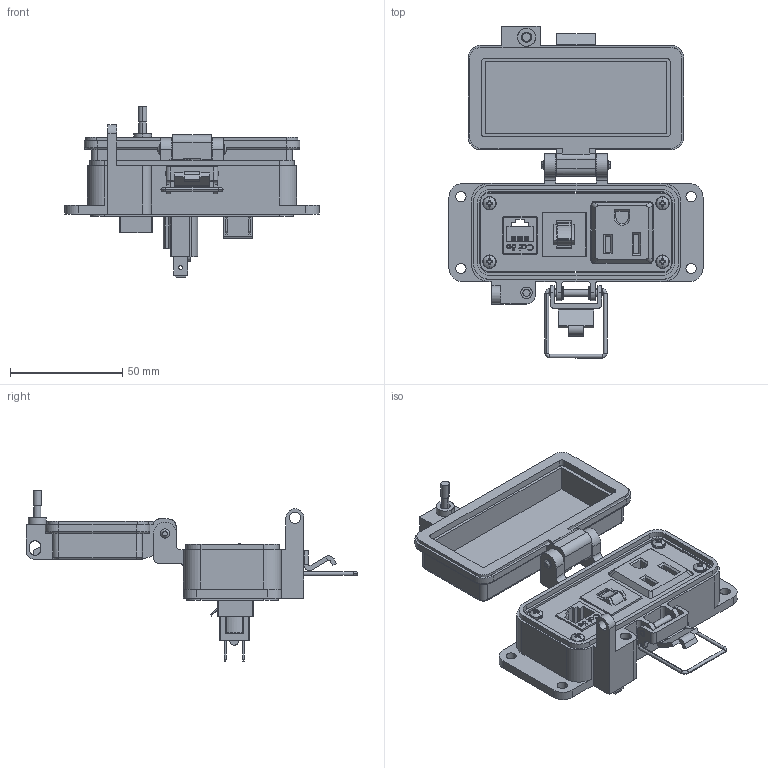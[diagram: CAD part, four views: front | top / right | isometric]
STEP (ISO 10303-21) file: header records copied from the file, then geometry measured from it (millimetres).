
FILE_DESCRIPTION (( 'STEP AP203' ), '1' );
FILE_NAME ('P-R2-F4R3_3D.STEP', '2019-07-31T13:54:35', ( '' ), ( '' ), 'SwSTEP 2.0', 'SolidWorks 2019', '' );
FILE_SCHEMA (( 'CONFIG_CONTROL_DESIGN' ));
Length unit declared in the file: millimetre
Products named in the file (13): P-R2-F4R3_FP060_1; Z-H-F4_B; Z-300-RJ45CAT5; -F4; R2; 92005A124_METRIC PAN HEAD PHILLIPS MACHINE SCREW_92005A124; Z-CB-SM; P-R2-F4R3_3D; CBX; P-R2-F4R3_BP240_1; Z-200-OTLT-R0SQ; P-R2-F4R3_TP060_1; R
Assembly tree (15 placements, depth 3):
  P-R2-F4R3_3D
    P-R2-F4R3_BP240_1
    P-R2-F4R3_TP060_1
    P-R2-F4R3_FP060_1
    R2
      Z-300-RJ45CAT5
    CBX
      Z-CB-SM
    R
      Z-200-OTLT-R0SQ
    -F4
      Z-H-F4_B
    92005A124_METRIC PAN HEAD PHILLIPS MACHINE SCREW_92005A124  x4
Bounding box: 113 x 147.61 x 76.21 mm (x, y, z)
Volume: 103537.2 mm3; surface area: 75069.3 mm2
Topology: 20 solids, 20 shells, 1832 faces, 5131 edges, 3396 vertices
Faces by surface type: cylinder 867, plane 732, bspline 164, cone 45, torus 16, sphere 8
Entity records: 50829 total; most frequent: CARTESIAN_POINT 17972, ORIENTED_EDGE 7106, DIRECTION 5712, EDGE_CURVE 3553, VERTEX_POINT 2349, VECTOR 2250, LINE 2250, AXIS2_PLACEMENT_3D 1731
